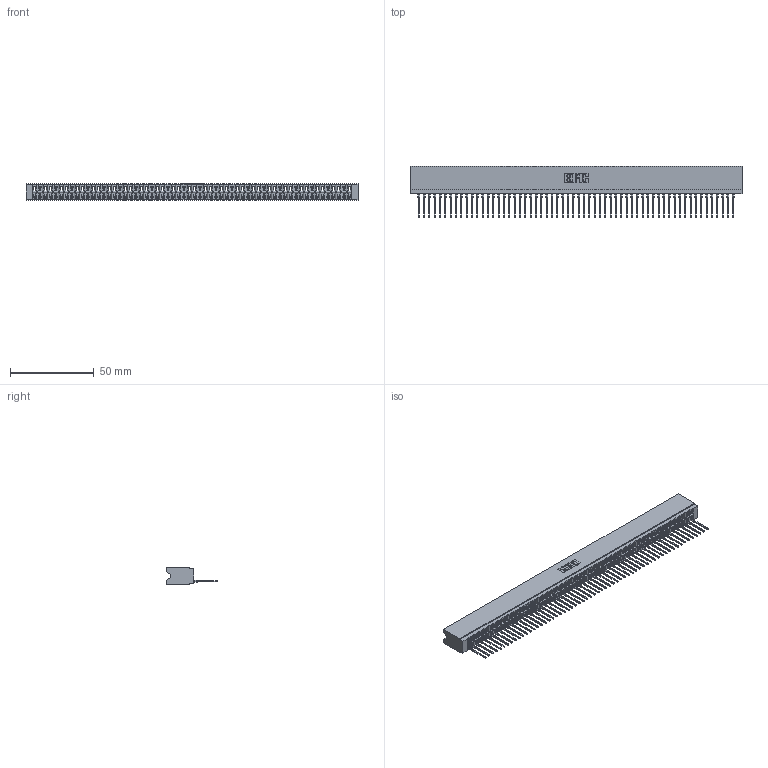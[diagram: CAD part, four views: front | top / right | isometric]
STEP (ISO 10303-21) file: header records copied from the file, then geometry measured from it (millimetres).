
FILE_DESCRIPTION (( 'STEP AP203' ), '1' );
FILE_NAME ('746-060-545-506.STEP', '2026-03-05T00:20:06', ( '' ), ( '' ), 'SwSTEP 2.0', 'SolidWorks 2023', '' );
FILE_SCHEMA (( 'CONFIG_CONTROL_DESIGN' ));
Length unit declared in the file: millimetre
Products named in the file (3): 746-292-001_545; 746 Part_.340 Slot Depth - 06; 746-060-545-506
Assembly tree (61 placements, depth 2):
  746-060-545-506
    746 Part_.340 Slot Depth - 06
    746-292-001_545  x60
Bounding box: 197.74 x 30.59 x 9.91 mm (x, y, z)
Volume: 22229.7 mm3; surface area: 31125.6 mm2
Topology: 61 solids, 61 shells, 6578 faces, 18685 edges, 11995 vertices
Faces by surface type: plane 3836, bspline 1200, cylinder 1182, torus 360
Entity records: 88145 total; most frequent: CARTESIAN_POINT 17688, ORIENTED_EDGE 15540, DIRECTION 12824, EDGE_CURVE 7770, VECTOR 6986, LINE 6986, VERTEX_POINT 5151, AXIS2_PLACEMENT_3D 2919
